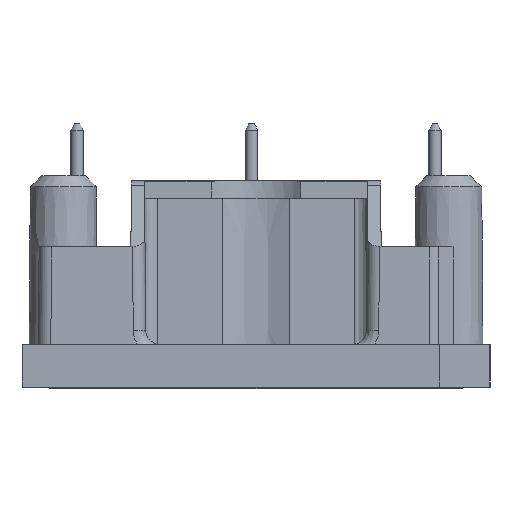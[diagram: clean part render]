
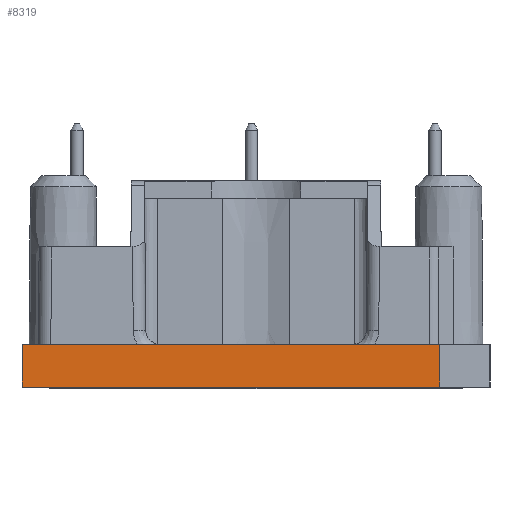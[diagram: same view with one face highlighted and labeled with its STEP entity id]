
A CAD part, left-side view. The second image highlights one B-rep face of the part: STEP entity #8319.
In plain terms, the highlighted planar face has unit normal (-1, 0, 0).
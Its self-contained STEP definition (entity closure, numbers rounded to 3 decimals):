
#1909=ORIENTED_EDGE('',*,*,#3741,.T.);
#1910=ORIENTED_EDGE('',*,*,#3640,.F.);
#1911=ORIENTED_EDGE('',*,*,#3742,.T.);
#1912=ORIENTED_EDGE('',*,*,#3613,.T.);
#3613=EDGE_CURVE('',#4621,#4620,#5336,.T.);
#3640=EDGE_CURVE('',#4632,#4633,#5353,.T.);
#3741=EDGE_CURVE('',#4620,#4633,#5409,.T.);
#3742=EDGE_CURVE('',#4632,#4621,#5410,.T.);
#4620=VERTEX_POINT('',#16617);
#4621=VERTEX_POINT('',#16619);
#4632=VERTEX_POINT('',#16677);
#4633=VERTEX_POINT('',#16678);
#5336=LINE('',#16618,#5968);
#5353=LINE('',#16676,#5985);
#5409=LINE('',#16914,#6041);
#5410=LINE('',#16915,#6042);
#5968=VECTOR('',#13008,1000.);
#5985=VECTOR('',#13053,1000.);
#6041=VECTOR('',#13195,1000.);
#6042=VECTOR('',#13196,1000.);
#6589=EDGE_LOOP('',(#1909,#1910,#1911,#1912));
#7363=FACE_BOUND('',#6589,.T.);
#7922=PLANE('',#11697);
#8319=ADVANCED_FACE('',(#7363),#7922,.F.);
#11697=AXIS2_PLACEMENT_3D('',#16913,#13193,#13194);
#13008=DIRECTION('',(0.,-1.,0.));
#13053=DIRECTION('',(0.,-1.,0.));
#13193=DIRECTION('',(1.,0.,0.));
#13194=DIRECTION('',(0.,1.,0.));
#13195=DIRECTION('',(0.,0.,1.));
#13196=DIRECTION('',(0.,0.,-1.));
#16617=CARTESIAN_POINT('',(-41.,-14.7,0.));
#16618=CARTESIAN_POINT('',(-41.,18.7,0.));
#16619=CARTESIAN_POINT('',(-41.,18.7,0.));
#16676=CARTESIAN_POINT('',(-41.,18.7,3.4));
#16677=CARTESIAN_POINT('',(-41.,18.7,3.4));
#16678=CARTESIAN_POINT('',(-41.,-14.7,3.4));
#16913=CARTESIAN_POINT('',(-41.,18.7,3.4));
#16914=CARTESIAN_POINT('',(-41.,-14.7,3.4));
#16915=CARTESIAN_POINT('',(-41.,18.7,3.4));
